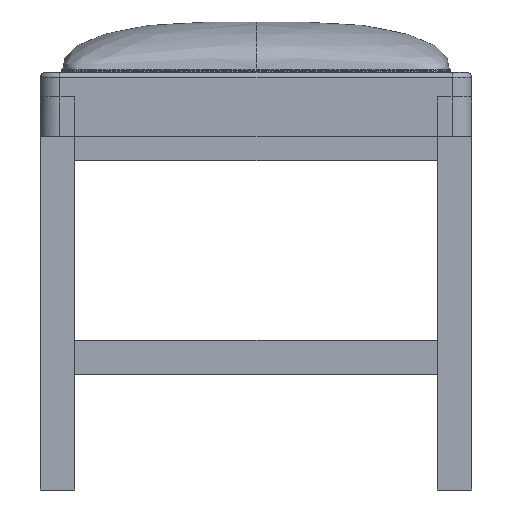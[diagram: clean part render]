
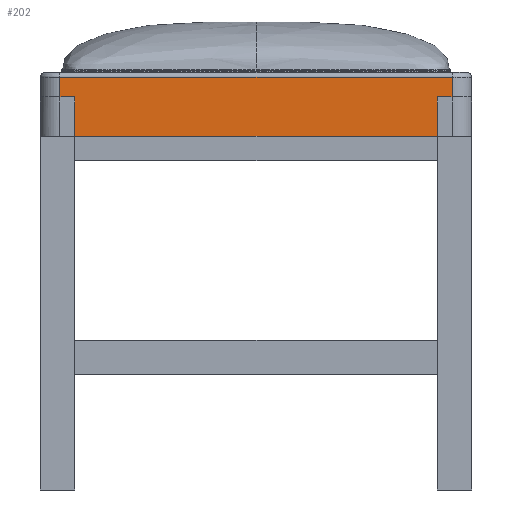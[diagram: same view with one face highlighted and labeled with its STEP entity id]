
A CAD part, left-side view. The second image highlights one B-rep face of the part: STEP entity #202.
In plain terms, the highlighted planar face has unit normal (-1, 0, 0).
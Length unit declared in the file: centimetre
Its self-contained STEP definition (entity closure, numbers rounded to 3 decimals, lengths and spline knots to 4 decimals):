
#202=ADVANCED_FACE('',(#586),#5960,.T.);
#586=FACE_OUTER_BOUND('',#970,.T.);
#970=EDGE_LOOP('',(#1547,#1548,#1549,#1550,#1551,#1552,#1553,#1554));
#1547=ORIENTED_EDGE('',*,*,#3445,.T.);
#1548=ORIENTED_EDGE('',*,*,#3418,.F.);
#1549=ORIENTED_EDGE('',*,*,#3446,.F.);
#1550=ORIENTED_EDGE('',*,*,#3365,.F.);
#1551=ORIENTED_EDGE('',*,*,#3438,.F.);
#1552=ORIENTED_EDGE('',*,*,#3447,.T.);
#1553=ORIENTED_EDGE('',*,*,#3448,.T.);
#1554=ORIENTED_EDGE('',*,*,#3408,.F.);
#3365=EDGE_CURVE('',#5369,#5370,#4406,.T.);
#3408=EDGE_CURVE('',#5401,#5402,#4446,.T.);
#3418=EDGE_CURVE('',#5364,#5410,#4453,.T.);
#3438=EDGE_CURVE('',#5421,#5369,#4471,.T.);
#3445=EDGE_CURVE('',#5401,#5410,#4478,.T.);
#3446=EDGE_CURVE('',#5370,#5364,#4479,.T.);
#3447=EDGE_CURVE('',#5421,#5427,#4480,.T.);
#3448=EDGE_CURVE('',#5427,#5402,#4481,.T.);
#4406=B_SPLINE_CURVE_WITH_KNOTS('',1,(#8022,#8023),.UNSPECIFIED.,.F.,.F.,
(2,2),(-413.3288,-373.3288),.UNSPECIFIED.);
#4446=B_SPLINE_CURVE_WITH_KNOTS('',1,(#8111,#8112),.UNSPECIFIED.,.F.,.F.,
(2,2),(-60.,-40.),.UNSPECIFIED.);
#4453=B_SPLINE_CURVE_WITH_KNOTS('',1,(#8135,#8136),.UNSPECIFIED.,.F.,.F.,
(2,2),(40.,60.),.UNSPECIFIED.);
#4471=B_SPLINE_CURVE_WITH_KNOTS('',1,(#8177,#8178),.UNSPECIFIED.,.F.,.F.,
(2,2),(-1.,0.),.UNSPECIFIED.);
#4478=B_SPLINE_CURVE_WITH_KNOTS('',1,(#8195,#8196),.UNSPECIFIED.,.F.,.F.,
(2,2),(0.0001,400.),.UNSPECIFIED.);
#4479=B_SPLINE_CURVE_WITH_KNOTS('',1,(#8197,#8198),.UNSPECIFIED.,.F.,.F.,
(2,2),(-1.,0.),.UNSPECIFIED.);
#4480=B_SPLINE_CURVE_WITH_KNOTS('',1,(#8199,#8200),.UNSPECIFIED.,.F.,.F.,
(2,2),(-413.3288,-373.3288),.UNSPECIFIED.);
#4481=B_SPLINE_CURVE_WITH_KNOTS('',1,(#8201,#8202),.UNSPECIFIED.,.F.,.F.,
(2,2),(-1.,0.),.UNSPECIFIED.);
#5364=VERTEX_POINT('',#7416);
#5369=VERTEX_POINT('',#7421);
#5370=VERTEX_POINT('',#7422);
#5401=VERTEX_POINT('',#7453);
#5402=VERTEX_POINT('',#7454);
#5410=VERTEX_POINT('',#7462);
#5421=VERTEX_POINT('',#7473);
#5427=VERTEX_POINT('',#7479);
#5960=PLANE('',#6321);
#6321=AXIS2_PLACEMENT_3D('',#7042,#6660,$);
#6660=DIRECTION('',(-1.,0.,0.));
#7042=CARTESIAN_POINT('',(-35.55,2.,36.1));
#7416=CARTESIAN_POINT('',(-35.55,42.,40.1));
#7421=CARTESIAN_POINT('',(-35.55,40.5,36.1));
#7422=CARTESIAN_POINT('',(-35.55,40.5,40.1));
#7453=CARTESIAN_POINT('',(-35.55,2.,42.1));
#7454=CARTESIAN_POINT('',(-35.55,2.,40.1));
#7462=CARTESIAN_POINT('',(-35.55,42.,42.1));
#7473=CARTESIAN_POINT('',(-35.55,3.5,36.1));
#7479=CARTESIAN_POINT('',(-35.55,3.5,40.1));
#8022=CARTESIAN_POINT('',(-35.55,40.5,36.1));
#8023=CARTESIAN_POINT('',(-35.55,40.5,40.1));
#8111=CARTESIAN_POINT('',(-35.55,2.,42.1));
#8112=CARTESIAN_POINT('',(-35.55,2.,40.1));
#8135=CARTESIAN_POINT('',(-35.55,42.,40.1));
#8136=CARTESIAN_POINT('',(-35.55,42.,42.1));
#8177=CARTESIAN_POINT('',(-35.55,3.5,36.1));
#8178=CARTESIAN_POINT('',(-35.55,40.5,36.1));
#8195=CARTESIAN_POINT('',(-35.55,2.,42.1));
#8196=CARTESIAN_POINT('',(-35.55,42.,42.1));
#8197=CARTESIAN_POINT('',(-35.55,40.5,40.1));
#8198=CARTESIAN_POINT('',(-35.55,42.,40.1));
#8199=CARTESIAN_POINT('',(-35.55,3.5,36.1));
#8200=CARTESIAN_POINT('',(-35.55,3.5,40.1));
#8201=CARTESIAN_POINT('',(-35.55,3.5,40.1));
#8202=CARTESIAN_POINT('',(-35.55,2.,40.1));
